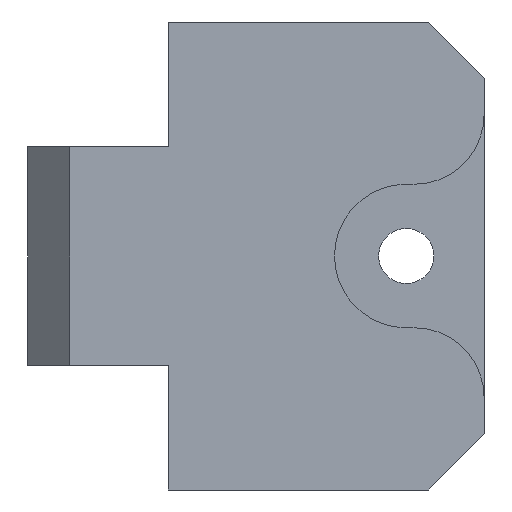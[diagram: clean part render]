
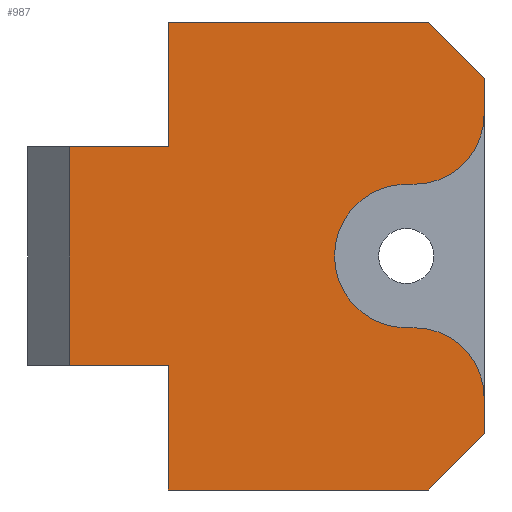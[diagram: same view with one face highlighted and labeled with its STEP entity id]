
A CAD part, left-side view. The second image highlights one B-rep face of the part: STEP entity #987.
In plain terms, the highlighted planar face has unit normal (-1, 0, 0).
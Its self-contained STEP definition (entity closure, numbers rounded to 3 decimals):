
#1 = VECTOR ( 'NONE', #865, 1000. ) ;
#7 = EDGE_CURVE ( 'NONE', #1102, #1008, #1100, .T. ) ;
#23 = VECTOR ( 'NONE', #582, 1000. ) ;
#25 = LINE ( 'NONE', #957, #807 ) ;
#40 = CARTESIAN_POINT ( 'NONE',  ( -5.715, -10.058, 8.064 ) ) ;
#61 = CARTESIAN_POINT ( 'NONE',  ( -5.715, -10.058, 10.604 ) ) ;
#83 = ORIENTED_EDGE ( 'NONE', *, *, #861, .F. ) ;
#95 = DIRECTION ( 'NONE',  ( 0., 0., -1. ) ) ;
#98 = EDGE_CURVE ( 'NONE', #165, #179, #958, .T. ) ;
#111 = ORIENTED_EDGE ( 'NONE', *, *, #665, .T. ) ;
#121 = VERTEX_POINT ( 'NONE', #40 ) ;
#146 = VERTEX_POINT ( 'NONE', #367 ) ;
#151 = EDGE_CURVE ( 'NONE', #121, #528, #661, .T. ) ;
#156 = CIRCLE ( 'NONE', #317, 3.251 ) ;
#157 = VERTEX_POINT ( 'NONE', #1160 ) ;
#159 = VERTEX_POINT ( 'NONE', #1150 ) ;
#160 = AXIS2_PLACEMENT_3D ( 'NONE', #996, #927, #917 ) ;
#165 = VERTEX_POINT ( 'NONE', #291 ) ;
#168 = EDGE_CURVE ( 'NONE', #377, #920, #744, .T. ) ;
#179 = VERTEX_POINT ( 'NONE', #866 ) ;
#203 = ORIENTED_EDGE ( 'NONE', *, *, #562, .F. ) ;
#207 = DIRECTION ( 'NONE',  ( 0., -1., 0. ) ) ;
#221 = CARTESIAN_POINT ( 'NONE',  ( -5.715, -6.528, 3.251 ) ) ;
#229 = ORIENTED_EDGE ( 'NONE', *, *, #1087, .F. ) ;
#286 = CARTESIAN_POINT ( 'NONE',  ( -5.715, 4.267, 0. ) ) ;
#291 = CARTESIAN_POINT ( 'NONE',  ( -5.715, 4.267, 10.604 ) ) ;
#307 = EDGE_CURVE ( 'NONE', #146, #179, #564, .T. ) ;
#317 = AXIS2_PLACEMENT_3D ( 'NONE', #795, #700, #601 ) ;
#327 = DIRECTION ( 'NONE',  ( 0., 0., -1. ) ) ;
#333 = PLANE ( 'NONE',  #786 ) ;
#335 = VERTEX_POINT ( 'NONE', #1174 ) ;
#355 = VERTEX_POINT ( 'NONE', #568 ) ;
#367 = CARTESIAN_POINT ( 'NONE',  ( -5.715, 8.712, 4.953 ) ) ;
#377 = VERTEX_POINT ( 'NONE', #435 ) ;
#386 = DIRECTION ( 'NONE',  ( 0., 0., -1. ) ) ;
#388 = ORIENTED_EDGE ( 'NONE', *, *, #7, .T. ) ;
#409 = FACE_OUTER_BOUND ( 'NONE', #1206, .T. ) ;
#411 = CARTESIAN_POINT ( 'NONE',  ( -5.715, -6.883, -6.426 ) ) ;
#420 = EDGE_CURVE ( 'NONE', #121, #355, #1199, .T. ) ;
#435 = CARTESIAN_POINT ( 'NONE',  ( -5.715, 4.267, -10.604 ) ) ;
#436 = LINE ( 'NONE', #525, #500 ) ;
#442 = CARTESIAN_POINT ( 'NONE',  ( -5.715, 8.712, -4.953 ) ) ;
#444 = EDGE_CURVE ( 'NONE', #943, #1008, #156, .T. ) ;
#452 = CARTESIAN_POINT ( 'NONE',  ( -5.715, -6.883, -3.251 ) ) ;
#456 = ORIENTED_EDGE ( 'NONE', *, *, #98, .T. ) ;
#464 = LINE ( 'NONE', #867, #851 ) ;
#500 = VECTOR ( 'NONE', #716, 1000. ) ;
#517 = AXIS2_PLACEMENT_3D ( 'NONE', #411, #1192, #688 ) ;
#525 = CARTESIAN_POINT ( 'NONE',  ( -5.715, 0., 3.251 ) ) ;
#528 = VERTEX_POINT ( 'NONE', #950 ) ;
#562 = EDGE_CURVE ( 'NONE', #377, #335, #772, .T. ) ;
#564 = LINE ( 'NONE', #1064, #1 ) ;
#568 = CARTESIAN_POINT ( 'NONE',  ( -5.715, -7.518, 10.604 ) ) ;
#582 = DIRECTION ( 'NONE',  ( 0., 0., 1. ) ) ;
#591 = CARTESIAN_POINT ( 'NONE',  ( -5.715, -10.058, 10.604 ) ) ;
#600 = EDGE_CURVE ( 'NONE', #165, #355, #1186, .T. ) ;
#601 = DIRECTION ( 'NONE',  ( 0., 0., 1. ) ) ;
#605 = LINE ( 'NONE', #898, #750 ) ;
#611 = VECTOR ( 'NONE', #95, 1000. ) ;
#641 = DIRECTION ( 'NONE',  ( 0., 0., -1. ) ) ;
#661 = LINE ( 'NONE', #1134, #1181 ) ;
#662 = ORIENTED_EDGE ( 'NONE', *, *, #1070, .T. ) ;
#665 = EDGE_CURVE ( 'NONE', #157, #1102, #746, .T. ) ;
#669 = CARTESIAN_POINT ( 'NONE',  ( -5.715, 4.267, 0. ) ) ;
#688 = DIRECTION ( 'NONE',  ( 0., 0., -1. ) ) ;
#690 = DIRECTION ( 'NONE',  ( 0., 0.707, 0.707 ) ) ;
#698 = ORIENTED_EDGE ( 'NONE', *, *, #444, .F. ) ;
#700 = DIRECTION ( 'NONE',  ( -1., 0., 0. ) ) ;
#704 = CARTESIAN_POINT ( 'NONE',  ( -5.715, 0., -3.251 ) ) ;
#714 = DIRECTION ( 'NONE',  ( 0., 0., -1. ) ) ;
#716 = DIRECTION ( 'NONE',  ( 0., 1., 0. ) ) ;
#717 = DIRECTION ( 'NONE',  ( 0., 1., 0. ) ) ;
#725 = ORIENTED_EDGE ( 'NONE', *, *, #420, .T. ) ;
#726 = ORIENTED_EDGE ( 'NONE', *, *, #600, .F. ) ;
#732 = ORIENTED_EDGE ( 'NONE', *, *, #307, .F. ) ;
#741 = CARTESIAN_POINT ( 'NONE',  ( -5.715, -10.058, -8.064 ) ) ;
#744 = LINE ( 'NONE', #763, #766 ) ;
#745 = LINE ( 'NONE', #754, #1096 ) ;
#746 = CIRCLE ( 'NONE', #517, 3.175 ) ;
#747 = ORIENTED_EDGE ( 'NONE', *, *, #771, .T. ) ;
#750 = VECTOR ( 'NONE', #714, 1000. ) ;
#754 = CARTESIAN_POINT ( 'NONE',  ( -5.715, 8.712, 10.604 ) ) ;
#763 = CARTESIAN_POINT ( 'NONE',  ( -5.715, -10.058, -10.604 ) ) ;
#766 = VECTOR ( 'NONE', #1065, 1000. ) ;
#771 = EDGE_CURVE ( 'NONE', #146, #1149, #745, .T. ) ;
#772 = LINE ( 'NONE', #669, #23 ) ;
#786 = AXIS2_PLACEMENT_3D ( 'NONE', #61, #790, #327 ) ;
#790 = DIRECTION ( 'NONE',  ( 1., 0., 0. ) ) ;
#795 = CARTESIAN_POINT ( 'NONE',  ( -5.715, -6.528, 0. ) ) ;
#807 = VECTOR ( 'NONE', #1041, 1000. ) ;
#832 = ORIENTED_EDGE ( 'NONE', *, *, #151, .F. ) ;
#851 = VECTOR ( 'NONE', #207, 1000. ) ;
#861 = EDGE_CURVE ( 'NONE', #159, #943, #436, .T. ) ;
#865 = DIRECTION ( 'NONE',  ( 0., -1., 0. ) ) ;
#866 = CARTESIAN_POINT ( 'NONE',  ( -5.715, 4.267, 4.953 ) ) ;
#867 = CARTESIAN_POINT ( 'NONE',  ( -5.715, 0., -4.953 ) ) ;
#884 = EDGE_CURVE ( 'NONE', #1149, #335, #464, .T. ) ;
#894 = ORIENTED_EDGE ( 'NONE', *, *, #884, .T. ) ;
#898 = CARTESIAN_POINT ( 'NONE',  ( -5.715, -10.058, 10.604 ) ) ;
#917 = DIRECTION ( 'NONE',  ( 0., 0., -1. ) ) ;
#920 = VERTEX_POINT ( 'NONE', #1088 ) ;
#925 = VECTOR ( 'NONE', #690, 1000. ) ;
#927 = DIRECTION ( 'NONE',  ( -1., 0., 0. ) ) ;
#943 = VERTEX_POINT ( 'NONE', #221 ) ;
#950 = CARTESIAN_POINT ( 'NONE',  ( -5.715, -10.058, 6.426 ) ) ;
#957 = CARTESIAN_POINT ( 'NONE',  ( -5.715, -10.058, -8.064 ) ) ;
#958 = LINE ( 'NONE', #286, #611 ) ;
#974 = DIRECTION ( 'NONE',  ( 0., -1., 0. ) ) ;
#984 = VECTOR ( 'NONE', #974, 1000. ) ;
#987 = ADVANCED_FACE ( 'NONE', ( #409 ), #333, .F. ) ;
#996 = CARTESIAN_POINT ( 'NONE',  ( -5.715, -6.883, 6.426 ) ) ;
#1008 = VERTEX_POINT ( 'NONE', #1183 ) ;
#1017 = ORIENTED_EDGE ( 'NONE', *, *, #1213, .T. ) ;
#1041 = DIRECTION ( 'NONE',  ( 0., -0.707, 0.707 ) ) ;
#1064 = CARTESIAN_POINT ( 'NONE',  ( -5.715, 0., 4.953 ) ) ;
#1065 = DIRECTION ( 'NONE',  ( 0., -1., 0. ) ) ;
#1070 = EDGE_CURVE ( 'NONE', #159, #528, #1170, .T. ) ;
#1087 = EDGE_CURVE ( 'NONE', #157, #1209, #605, .T. ) ;
#1088 = CARTESIAN_POINT ( 'NONE',  ( -5.715, -7.518, -10.604 ) ) ;
#1096 = VECTOR ( 'NONE', #641, 1000. ) ;
#1100 = LINE ( 'NONE', #704, #1118 ) ;
#1102 = VERTEX_POINT ( 'NONE', #452 ) ;
#1118 = VECTOR ( 'NONE', #717, 1000. ) ;
#1134 = CARTESIAN_POINT ( 'NONE',  ( -5.715, -10.058, 10.604 ) ) ;
#1149 = VERTEX_POINT ( 'NONE', #442 ) ;
#1150 = CARTESIAN_POINT ( 'NONE',  ( -5.715, -6.883, 3.251 ) ) ;
#1160 = CARTESIAN_POINT ( 'NONE',  ( -5.715, -10.058, -6.426 ) ) ;
#1170 = CIRCLE ( 'NONE', #160, 3.175 ) ;
#1174 = CARTESIAN_POINT ( 'NONE',  ( -5.715, 4.267, -4.953 ) ) ;
#1181 = VECTOR ( 'NONE', #386, 1000. ) ;
#1183 = CARTESIAN_POINT ( 'NONE',  ( -5.715, -6.528, -3.251 ) ) ;
#1186 = LINE ( 'NONE', #591, #984 ) ;
#1187 = CARTESIAN_POINT ( 'NONE',  ( -5.715, -7.518, 10.604 ) ) ;
#1192 = DIRECTION ( 'NONE',  ( -1., 0., 0. ) ) ;
#1199 = LINE ( 'NONE', #1187, #925 ) ;
#1206 = EDGE_LOOP ( 'NONE', ( #732, #747, #894, #203, #1221, #1017, #229, #111, #388, #698, #83, #662, #832, #725, #726, #456 ) ) ;
#1209 = VERTEX_POINT ( 'NONE', #741 ) ;
#1213 = EDGE_CURVE ( 'NONE', #920, #1209, #25, .T. ) ;
#1221 = ORIENTED_EDGE ( 'NONE', *, *, #168, .T. ) ;
